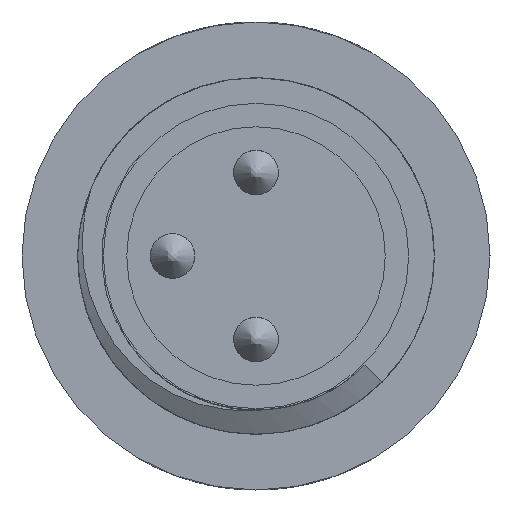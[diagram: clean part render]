
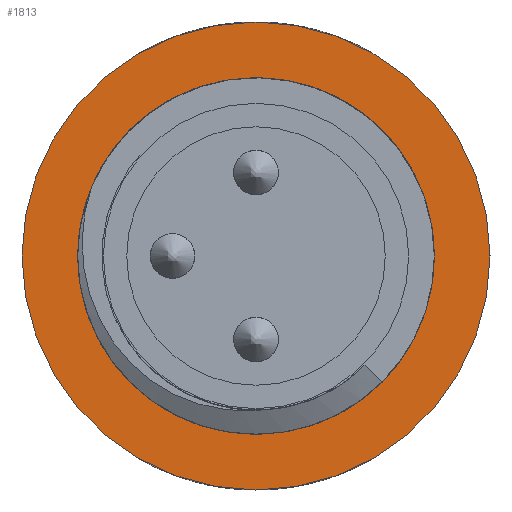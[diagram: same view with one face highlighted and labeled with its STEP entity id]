
A CAD part, left-side view. The second image highlights one B-rep face of the part: STEP entity #1813.
In plain terms, the highlighted planar face has unit normal (-1, 0, 0).
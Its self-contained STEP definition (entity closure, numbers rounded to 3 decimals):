
#369 = DIRECTION ( 'NONE',  ( 0., 1., 0. ) ) ;
#569 = VERTEX_POINT ( 'NONE', #9855 ) ;
#701 = CARTESIAN_POINT ( 'NONE',  ( 7., -4., 0. ) ) ;
#1813 = ADVANCED_FACE ( 'NONE', ( #21128, #22849 ), #34988, .T. ) ;
#5543 = EDGE_LOOP ( 'NONE', ( #35388, #19360 ) ) ;
#7995 = DIRECTION ( 'NONE',  ( 1., 0., 0. ) ) ;
#9855 = CARTESIAN_POINT ( 'NONE',  ( 7., 4., 0. ) ) ;
#12051 = AXIS2_PLACEMENT_3D ( 'NONE', #30505, #7995, #34216 ) ;
#14008 = DIRECTION ( 'NONE',  ( 1., 0., 0. ) ) ;
#19360 = ORIENTED_EDGE ( 'NONE', *, *, #41635, .F. ) ;
#19459 = CARTESIAN_POINT ( 'NONE',  ( 7., 5.25, 0. ) ) ;
#21128 = FACE_OUTER_BOUND ( 'NONE', #5543, .T. ) ;
#21605 = CARTESIAN_POINT ( 'NONE',  ( 7., 0., 0. ) ) ;
#22420 = AXIS2_PLACEMENT_3D ( 'NONE', #36309, #14008, #40040 ) ;
#22849 = FACE_BOUND ( 'NONE', #46505, .T. ) ;
#23057 = DIRECTION ( 'NONE',  ( 1., 0., 0. ) ) ;
#23942 = EDGE_CURVE ( 'NONE', #569, #48140, #46522, .T. ) ;
#25304 = DIRECTION ( 'NONE',  ( 0., 1., 0. ) ) ;
#25950 = AXIS2_PLACEMENT_3D ( 'NONE', #35097, #34915, #34824 ) ;
#27912 = CIRCLE ( 'NONE', #29834, 4. ) ;
#29767 = VERTEX_POINT ( 'NONE', #35137 ) ;
#29834 = AXIS2_PLACEMENT_3D ( 'NONE', #21605, #47595, #25304 ) ;
#30125 = CIRCLE ( 'NONE', #22420, 5.25 ) ;
#30505 = CARTESIAN_POINT ( 'NONE',  ( 7., 0., 0. ) ) ;
#31643 = EDGE_CURVE ( 'NONE', #37799, #29767, #30125, .T. ) ;
#31658 = EDGE_CURVE ( 'NONE', #48140, #569, #27912, .T. ) ;
#34216 = DIRECTION ( 'NONE',  ( 0., 1., 0. ) ) ;
#34824 = DIRECTION ( 'NONE',  ( 0., -1., 0. ) ) ;
#34915 = DIRECTION ( 'NONE',  ( -1., 0., 0. ) ) ;
#34988 = PLANE ( 'NONE',  #25950 ) ;
#35097 = CARTESIAN_POINT ( 'NONE',  ( 7., 4., 0. ) ) ;
#35137 = CARTESIAN_POINT ( 'NONE',  ( 7., -5.25, 0. ) ) ;
#35388 = ORIENTED_EDGE ( 'NONE', *, *, #31643, .F. ) ;
#36309 = CARTESIAN_POINT ( 'NONE',  ( 7., 0., 0. ) ) ;
#36416 = ORIENTED_EDGE ( 'NONE', *, *, #23942, .T. ) ;
#37636 = AXIS2_PLACEMENT_3D ( 'NONE', #45306, #23057, #369 ) ;
#37799 = VERTEX_POINT ( 'NONE', #19459 ) ;
#40040 = DIRECTION ( 'NONE',  ( 0., 1., 0. ) ) ;
#41635 = EDGE_CURVE ( 'NONE', #29767, #37799, #43492, .T. ) ;
#41842 = ORIENTED_EDGE ( 'NONE', *, *, #31658, .T. ) ;
#43492 = CIRCLE ( 'NONE', #12051, 5.25 ) ;
#45306 = CARTESIAN_POINT ( 'NONE',  ( 7., 0., 0. ) ) ;
#46505 = EDGE_LOOP ( 'NONE', ( #36416, #41842 ) ) ;
#46522 = CIRCLE ( 'NONE', #37636, 4. ) ;
#47595 = DIRECTION ( 'NONE',  ( 1., 0., 0. ) ) ;
#48140 = VERTEX_POINT ( 'NONE', #701 ) ;
